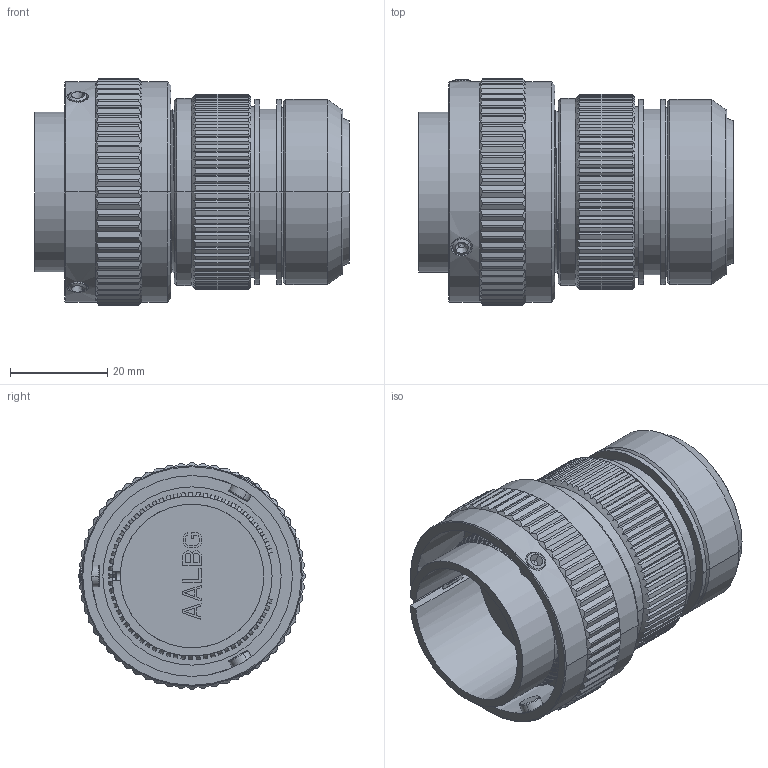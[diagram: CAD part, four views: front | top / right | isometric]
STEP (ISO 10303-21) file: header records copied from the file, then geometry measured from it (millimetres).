
FILE_DESCRIPTION((''),'2;1');
FILE_NAME('VG95234M-24_SW0001','2023-03-23T10:30:30',('paultorloting'),('NET AG system integration'),'CREO PARAMETRIC BY PTC INC, 2021404','CREO PARAMETRIC BY PTC INC, 2021404','');
FILE_SCHEMA(('AUTOMOTIVE_DESIGN { 1 0 10303 214 1 1 1 1 }'));
Products named in the file (1): VG95234M-24_SW0001
Bounding box: 64.6 x 46.46 x 46.46 mm (x, y, z)
Volume: 59811.4 mm3; surface area: 21500.8 mm2
Topology: 1 solids, 1 shells, 1706 faces, 4702 edges, 2904 vertices
Faces by surface type: bspline 899, plane 537, cylinder 194, cone 60, torus 16
Entity records: 86723 total; most frequent: CARTESIAN_POINT 46181, ORIENTED_EDGE 9392, EDGE_CURVE 4696, DIRECTION 4483, VERTEX_POINT 2904, B_SPLINE_CURVE_WITH_KNOTS 2304, VECTOR 1938, LINE 1938
